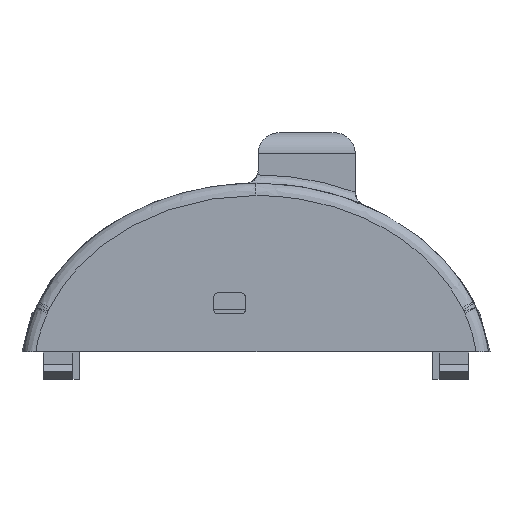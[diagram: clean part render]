
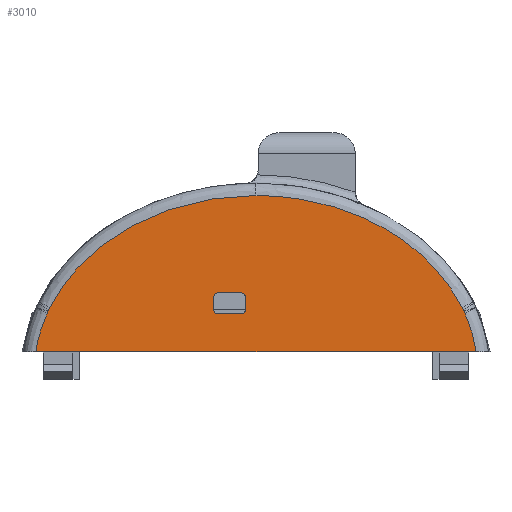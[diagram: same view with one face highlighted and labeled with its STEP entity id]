
A CAD part, left-side view. The second image highlights one B-rep face of the part: STEP entity #3010.
In plain terms, the highlighted planar face has unit normal (-1, 0, 0).
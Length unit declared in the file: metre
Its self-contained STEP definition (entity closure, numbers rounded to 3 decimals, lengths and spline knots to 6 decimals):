
#119=CIRCLE('',#3203,0.001);
#120=CIRCLE('',#3204,0.001);
#121=CIRCLE('',#3205,0.001);
#122=CIRCLE('',#3206,0.001);
#123=CIRCLE('',#3207,0.0049);
#124=CIRCLE('',#3208,0.0049);
#236=B_SPLINE_CURVE_WITH_KNOTS('',3,(#5212,#5213,#5214,#5215),
 .UNSPECIFIED.,.F.,.F.,(4,4),(0.,0.000586),
 .UNSPECIFIED.);
#237=B_SPLINE_CURVE_WITH_KNOTS('',3,(#5218,#5219,#5220,#5221),
 .UNSPECIFIED.,.F.,.F.,(4,4),(0.,0.00969),.UNSPECIFIED.);
#238=B_SPLINE_CURVE_WITH_KNOTS('',3,(#5222,#5223,#5224,#5225),
 .UNSPECIFIED.,.F.,.F.,(4,4),(0.,0.009683),.UNSPECIFIED.);
#239=B_SPLINE_CURVE_WITH_KNOTS('',3,(#5227,#5228,#5229,#5230),
 .UNSPECIFIED.,.F.,.F.,(4,4),(0.,0.000586),.UNSPECIFIED.);
#240=B_SPLINE_CURVE_WITH_KNOTS('',3,(#5232,#5233,#5234,#5235),
 .UNSPECIFIED.,.F.,.F.,(4,4),(0.,0.000133),.UNSPECIFIED.);
#241=B_SPLINE_CURVE_WITH_KNOTS('',3,(#5239,#5240,#5241,#5242,#5243,#5244,
#5245,#5246,#5247,#5248,#5249,#5250),.UNSPECIFIED.,.F.,.F.,(4,1,1,1,1,1,
1,1,1,4),(0.,0.007261,0.014523,0.018154,
0.021784,0.029046,0.036307,0.043569,
0.05083,0.058092),.UNSPECIFIED.);
#242=B_SPLINE_CURVE_WITH_KNOTS('',3,(#5252,#5253,#5254,#5255,#5256,#5257,
#5258,#5259,#5260,#5261),.UNSPECIFIED.,.F.,.F.,(4,1,1,1,1,1,1,4),(0.,0.01456,
0.02184,0.02912,0.0364,0.04368,
0.05096,0.05824),.UNSPECIFIED.);
#243=B_SPLINE_CURVE_WITH_KNOTS('',3,(#5265,#5266,#5267,#5268),
 .UNSPECIFIED.,.F.,.F.,(4,4),(0.,0.000133),
 .UNSPECIFIED.);
#590=ORIENTED_EDGE('',*,*,#1483,.F.);
#591=ORIENTED_EDGE('',*,*,#1484,.T.);
#592=ORIENTED_EDGE('',*,*,#1485,.T.);
#593=ORIENTED_EDGE('',*,*,#1486,.T.);
#594=ORIENTED_EDGE('',*,*,#1487,.F.);
#595=ORIENTED_EDGE('',*,*,#1488,.T.);
#596=ORIENTED_EDGE('',*,*,#1489,.F.);
#597=ORIENTED_EDGE('',*,*,#1490,.T.);
#598=ORIENTED_EDGE('',*,*,#1491,.T.);
#599=ORIENTED_EDGE('',*,*,#1492,.T.);
#600=ORIENTED_EDGE('',*,*,#1458,.F.);
#601=ORIENTED_EDGE('',*,*,#1493,.T.);
#602=ORIENTED_EDGE('',*,*,#1494,.T.);
#603=ORIENTED_EDGE('',*,*,#1495,.T.);
#604=ORIENTED_EDGE('',*,*,#1496,.T.);
#605=ORIENTED_EDGE('',*,*,#1497,.T.);
#606=ORIENTED_EDGE('',*,*,#1498,.T.);
#607=ORIENTED_EDGE('',*,*,#1499,.T.);
#608=ORIENTED_EDGE('',*,*,#1500,.T.);
#1458=EDGE_CURVE('',#1900,#1901,#2171,.T.);
#1483=EDGE_CURVE('',#1920,#1921,#2174,.T.);
#1484=EDGE_CURVE('',#1920,#1922,#119,.F.);
#1485=EDGE_CURVE('',#1922,#1923,#2175,.T.);
#1486=EDGE_CURVE('',#1923,#1924,#120,.F.);
#1487=EDGE_CURVE('',#1925,#1924,#2176,.T.);
#1488=EDGE_CURVE('',#1925,#1926,#121,.F.);
#1489=EDGE_CURVE('',#1927,#1926,#2177,.T.);
#1490=EDGE_CURVE('',#1927,#1921,#122,.F.);
#1491=EDGE_CURVE('',#1928,#1929,#236,.T.);
#1492=EDGE_CURVE('',#1929,#1901,#237,.T.);
#1493=EDGE_CURVE('',#1900,#1930,#238,.T.);
#1494=EDGE_CURVE('',#1930,#1931,#239,.T.);
#1495=EDGE_CURVE('',#1931,#1932,#240,.T.);
#1496=EDGE_CURVE('',#1932,#1933,#123,.F.);
#1497=EDGE_CURVE('',#1933,#1934,#241,.T.);
#1498=EDGE_CURVE('',#1934,#1935,#242,.T.);
#1499=EDGE_CURVE('',#1935,#1936,#124,.F.);
#1500=EDGE_CURVE('',#1936,#1928,#243,.T.);
#1900=VERTEX_POINT('',#4999);
#1901=VERTEX_POINT('',#5001);
#1920=VERTEX_POINT('',#5197);
#1921=VERTEX_POINT('',#5198);
#1922=VERTEX_POINT('',#5200);
#1923=VERTEX_POINT('',#5202);
#1924=VERTEX_POINT('',#5204);
#1925=VERTEX_POINT('',#5206);
#1926=VERTEX_POINT('',#5208);
#1927=VERTEX_POINT('',#5210);
#1928=VERTEX_POINT('',#5216);
#1929=VERTEX_POINT('',#5217);
#1930=VERTEX_POINT('',#5226);
#1931=VERTEX_POINT('',#5231);
#1932=VERTEX_POINT('',#5236);
#1933=VERTEX_POINT('',#5238);
#1934=VERTEX_POINT('',#5251);
#1935=VERTEX_POINT('',#5262);
#1936=VERTEX_POINT('',#5264);
#2171=LINE('',#5000,#2410);
#2174=LINE('',#5196,#2413);
#2175=LINE('',#5201,#2414);
#2176=LINE('',#5205,#2415);
#2177=LINE('',#5209,#2416);
#2410=VECTOR('',#3533,1.);
#2413=VECTOR('',#3544,1.);
#2414=VECTOR('',#3547,1.);
#2415=VECTOR('',#3550,1.);
#2416=VECTOR('',#3553,1.);
#2570=EDGE_LOOP('',(#590,#591,#592,#593,#594,#595,#596,#597));
#2571=EDGE_LOOP('',(#598,#599,#600,#601,#602,#603,#604,#605,#606,#607,#608));
#2750=FACE_BOUND('',#2570,.T.);
#2751=FACE_BOUND('',#2571,.T.);
#2920=PLANE('',#3202);
#3010=ADVANCED_FACE('',(#2750,#2751),#2920,.T.);
#3202=AXIS2_PLACEMENT_3D('',#5195,#3542,#3543);
#3203=AXIS2_PLACEMENT_3D('',#5199,#3545,#3546);
#3204=AXIS2_PLACEMENT_3D('',#5203,#3548,#3549);
#3205=AXIS2_PLACEMENT_3D('',#5207,#3551,#3552);
#3206=AXIS2_PLACEMENT_3D('',#5211,#3554,#3555);
#3207=AXIS2_PLACEMENT_3D('',#5237,#3556,#3557);
#3208=AXIS2_PLACEMENT_3D('',#5263,#3558,#3559);
#3533=DIRECTION('',(0.,1.,0.));
#3542=DIRECTION('',(-1.,0.,0.));
#3543=DIRECTION('',(0.,0.,1.));
#3544=DIRECTION('',(0.,-1.,0.));
#3545=DIRECTION('',(-1.,0.,0.));
#3546=DIRECTION('',(0.,0.,1.));
#3547=DIRECTION('',(0.,0.,1.));
#3548=DIRECTION('',(-1.,0.,0.));
#3549=DIRECTION('',(0.,0.,1.));
#3550=DIRECTION('',(0.,1.,0.));
#3551=DIRECTION('',(-1.,0.,0.));
#3552=DIRECTION('',(0.,0.,1.));
#3553=DIRECTION('',(0.,0.,1.));
#3554=DIRECTION('',(-1.,0.,0.));
#3555=DIRECTION('',(0.,0.,1.));
#3556=DIRECTION('',(-1.,0.,0.));
#3557=DIRECTION('',(0.,0.,1.));
#3558=DIRECTION('',(-1.,0.,0.));
#3559=DIRECTION('',(0.,0.,1.));
#4999=CARTESIAN_POINT('',(-0.075,-0.052209,0.013));
#5000=CARTESIAN_POINT('',(-0.075,0.,0.013));
#5001=CARTESIAN_POINT('',(-0.075,0.052209,0.013));
#5195=CARTESIAN_POINT('',(-0.075,0.,0.005));
#5196=CARTESIAN_POINT('',(-0.075,0.00625,0.022));
#5197=CARTESIAN_POINT('',(-0.075,0.009,0.022));
#5198=CARTESIAN_POINT('',(-0.075,0.0035,0.022));
#5199=CARTESIAN_POINT('',(-0.075,0.009,0.023));
#5200=CARTESIAN_POINT('',(-0.075,0.01,0.023));
#5201=CARTESIAN_POINT('',(-0.075,0.01,0.0245));
#5202=CARTESIAN_POINT('',(-0.075,0.01,0.026));
#5203=CARTESIAN_POINT('',(-0.075,0.009,0.026));
#5204=CARTESIAN_POINT('',(-0.075,0.009,0.027));
#5205=CARTESIAN_POINT('',(-0.075,0.00625,0.027));
#5206=CARTESIAN_POINT('',(-0.075,0.0035,0.027));
#5207=CARTESIAN_POINT('',(-0.075,0.0035,0.026));
#5208=CARTESIAN_POINT('',(-0.075,0.0025,0.026));
#5209=CARTESIAN_POINT('',(-0.075,0.0025,0.0245));
#5210=CARTESIAN_POINT('',(-0.075,0.0025,0.023));
#5211=CARTESIAN_POINT('',(-0.075,0.0035,0.023));
#5212=CARTESIAN_POINT('',(-0.075,0.049213,0.022796));
#5213=CARTESIAN_POINT('',(-0.075,0.049296,0.022619));
#5214=CARTESIAN_POINT('',(-0.075,0.049378,0.022442));
#5215=CARTESIAN_POINT('',(-0.075,0.049459,0.022264));
#5216=CARTESIAN_POINT('',(-0.075,0.049213,0.022796));
#5217=CARTESIAN_POINT('',(-0.075,0.049459,0.022264));
#5218=CARTESIAN_POINT('',(-0.075,0.049459,0.022264));
#5219=CARTESIAN_POINT('',(-0.075,0.050793,0.019315));
#5220=CARTESIAN_POINT('',(-0.075,0.051732,0.016202));
#5221=CARTESIAN_POINT('',(-0.075,0.052209,0.013));
#5222=CARTESIAN_POINT('',(-0.075,-0.052209,0.013));
#5223=CARTESIAN_POINT('',(-0.075,-0.051732,0.016202));
#5224=CARTESIAN_POINT('',(-0.075,-0.050793,0.019315));
#5225=CARTESIAN_POINT('',(-0.075,-0.049459,0.022264));
#5226=CARTESIAN_POINT('',(-0.075,-0.049459,0.022264));
#5227=CARTESIAN_POINT('',(-0.075,-0.049459,0.022264));
#5228=CARTESIAN_POINT('',(-0.075,-0.049378,0.022442));
#5229=CARTESIAN_POINT('',(-0.075,-0.049296,0.022619));
#5230=CARTESIAN_POINT('',(-0.075,-0.049213,0.022796));
#5231=CARTESIAN_POINT('',(-0.075,-0.049213,0.022796));
#5232=CARTESIAN_POINT('',(-0.075,-0.049213,0.022796));
#5233=CARTESIAN_POINT('',(-0.075,-0.049243,0.02283));
#5234=CARTESIAN_POINT('',(-0.075,-0.049246,0.022883));
#5235=CARTESIAN_POINT('',(-0.075,-0.049221,0.02292));
#5236=CARTESIAN_POINT('',(-0.075,-0.049221,0.02292));
#5237=CARTESIAN_POINT('',(-0.075,-0.053259,0.025695));
#5238=CARTESIAN_POINT('',(-0.075,-0.048873,0.023511));
#5239=CARTESIAN_POINT('',(-0.075,-0.048873,0.023511));
#5240=CARTESIAN_POINT('',(-0.075,-0.047776,0.025714));
#5241=CARTESIAN_POINT('',(-0.075,-0.045198,0.029824));
#5242=CARTESIAN_POINT('',(-0.075,-0.04112,0.034357));
#5243=CARTESIAN_POINT('',(-0.075,-0.037429,0.037587));
#5244=CARTESIAN_POINT('',(-0.075,-0.033549,0.040501));
#5245=CARTESIAN_POINT('',(-0.075,-0.028294,0.043637));
#5246=CARTESIAN_POINT('',(-0.075,-0.021566,0.046536));
#5247=CARTESIAN_POINT('',(-0.075,-0.014579,0.048587));
#5248=CARTESIAN_POINT('',(-0.075,-0.007318,0.049826));
#5249=CARTESIAN_POINT('',(-0.075,-0.00245,0.0501));
#5250=CARTESIAN_POINT('',(-0.075,0.,0.0501));
#5251=CARTESIAN_POINT('',(-0.075,0.,0.0501));
#5252=CARTESIAN_POINT('',(-0.075,0.,0.0501));
#5253=CARTESIAN_POINT('',(-0.075,0.00491,0.0501));
#5254=CARTESIAN_POINT('',(-0.075,0.012133,0.049295));
#5255=CARTESIAN_POINT('',(-0.075,0.021581,0.046534));
#5256=CARTESIAN_POINT('',(-0.075,0.02826,0.043647));
#5257=CARTESIAN_POINT('',(-0.075,0.034474,0.039963));
#5258=CARTESIAN_POINT('',(-0.075,0.040248,0.035316));
#5259=CARTESIAN_POINT('',(-0.075,0.045142,0.029903));
#5260=CARTESIAN_POINT('',(-0.075,0.047773,0.025721));
#5261=CARTESIAN_POINT('',(-0.075,0.048873,0.023511));
#5262=CARTESIAN_POINT('',(-0.075,0.048873,0.023511));
#5263=CARTESIAN_POINT('',(-0.075,0.053259,0.025695));
#5264=CARTESIAN_POINT('',(-0.075,0.049221,0.02292));
#5265=CARTESIAN_POINT('',(-0.075,0.049221,0.02292));
#5266=CARTESIAN_POINT('',(-0.075,0.049246,0.022883));
#5267=CARTESIAN_POINT('',(-0.075,0.049243,0.02283));
#5268=CARTESIAN_POINT('',(-0.075,0.049213,0.022796));
